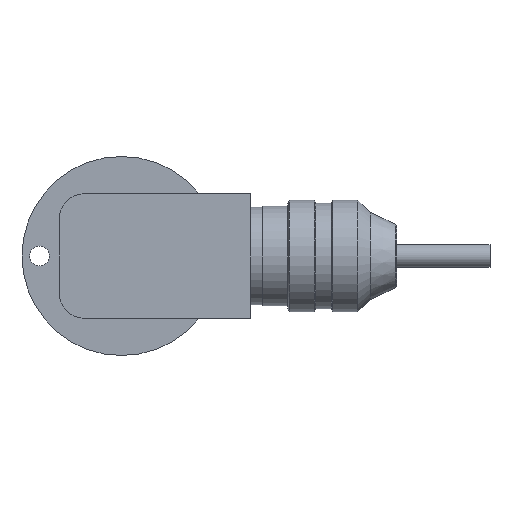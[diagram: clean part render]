
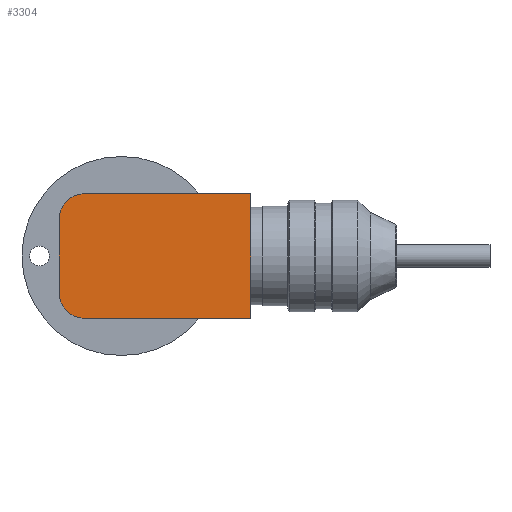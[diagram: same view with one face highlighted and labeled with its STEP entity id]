
A CAD part, left-side view. The second image highlights one B-rep face of the part: STEP entity #3304.
In plain terms, the highlighted face is planar.
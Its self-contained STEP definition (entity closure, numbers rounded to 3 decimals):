
#90 = EDGE_CURVE ( 'NONE', #5830, #4823, #1606, .T. ) ;
#106 = CARTESIAN_POINT ( 'NONE',  ( -6., 9.375, 10. ) ) ;
#224 = CARTESIAN_POINT ( 'NONE',  ( -10., 9.375, 6. ) ) ;
#246 = CARTESIAN_POINT ( 'NONE',  ( 20.75, 9.375, 10. ) ) ;
#277 = DIRECTION ( 'NONE',  ( 0., 1., 0. ) ) ;
#304 = VECTOR ( 'NONE', #506, 1000. ) ;
#506 = DIRECTION ( 'NONE',  ( 1., 0., 0. ) ) ;
#598 = EDGE_CURVE ( 'NONE', #740, #3830, #5432, .T. ) ;
#630 = CARTESIAN_POINT ( 'NONE',  ( -6., 9.375, -10. ) ) ;
#713 = CARTESIAN_POINT ( 'NONE',  ( -6., 9.375, 6. ) ) ;
#740 = VERTEX_POINT ( 'NONE', #1382 ) ;
#1014 = AXIS2_PLACEMENT_3D ( 'NONE', #6757, #277, #2007 ) ;
#1219 = EDGE_CURVE ( 'NONE', #1942, #4823, #2396, .T. ) ;
#1267 = AXIS2_PLACEMENT_3D ( 'NONE', #1833, #1763, #1912 ) ;
#1382 = CARTESIAN_POINT ( 'NONE',  ( -10., 9.375, -6. ) ) ;
#1446 = ORIENTED_EDGE ( 'NONE', *, *, #1219, .F. ) ;
#1606 = LINE ( 'NONE', #3350, #304 ) ;
#1712 = DIRECTION ( 'NONE',  ( 0., -1., 0. ) ) ;
#1763 = DIRECTION ( 'NONE',  ( 0., 1., 0. ) ) ;
#1833 = CARTESIAN_POINT ( 'NONE',  ( -6., 9.375, 6. ) ) ;
#1912 = DIRECTION ( 'NONE',  ( 0., 0., -1. ) ) ;
#1942 = VERTEX_POINT ( 'NONE', #5751 ) ;
#2007 = DIRECTION ( 'NONE',  ( 0., 0., -1. ) ) ;
#2013 = ORIENTED_EDGE ( 'NONE', *, *, #6307, .T. ) ;
#2396 = LINE ( 'NONE', #6048, #6580 ) ;
#2502 = AXIS2_PLACEMENT_3D ( 'NONE', #713, #1712, #7071 ) ;
#3182 = DIRECTION ( 'NONE',  ( 0., 0., 1. ) ) ;
#3304 = ADVANCED_FACE ( 'NONE', ( #6490 ), #4008, .F. ) ;
#3350 = CARTESIAN_POINT ( 'NONE',  ( 9.1, 9.375, 10. ) ) ;
#3412 = EDGE_CURVE ( 'NONE', #3671, #740, #6026, .T. ) ;
#3507 = CIRCLE ( 'NONE', #1267, 4. ) ;
#3607 = EDGE_LOOP ( 'NONE', ( #7604, #1446, #2013, #5171, #5371, #4667 ) ) ;
#3646 = CARTESIAN_POINT ( 'NONE',  ( -10., 9.375, 6. ) ) ;
#3671 = VERTEX_POINT ( 'NONE', #630 ) ;
#3830 = VERTEX_POINT ( 'NONE', #224 ) ;
#4008 = PLANE ( 'NONE',  #2502 ) ;
#4380 = VECTOR ( 'NONE', #7240, 1000. ) ;
#4667 = ORIENTED_EDGE ( 'NONE', *, *, #6326, .T. ) ;
#4823 = VERTEX_POINT ( 'NONE', #246 ) ;
#4868 = CARTESIAN_POINT ( 'NONE',  ( -6., 9.375, -10. ) ) ;
#5171 = ORIENTED_EDGE ( 'NONE', *, *, #3412, .T. ) ;
#5371 = ORIENTED_EDGE ( 'NONE', *, *, #598, .T. ) ;
#5432 = LINE ( 'NONE', #3646, #6086 ) ;
#5751 = CARTESIAN_POINT ( 'NONE',  ( 20.75, 9.375, -10. ) ) ;
#5830 = VERTEX_POINT ( 'NONE', #106 ) ;
#5956 = LINE ( 'NONE', #4868, #4380 ) ;
#6026 = CIRCLE ( 'NONE', #1014, 4. ) ;
#6048 = CARTESIAN_POINT ( 'NONE',  ( 20.75, 9.375, 10. ) ) ;
#6084 = DIRECTION ( 'NONE',  ( 0., 0., 1. ) ) ;
#6086 = VECTOR ( 'NONE', #3182, 1000. ) ;
#6307 = EDGE_CURVE ( 'NONE', #1942, #3671, #5956, .T. ) ;
#6326 = EDGE_CURVE ( 'NONE', #3830, #5830, #3507, .T. ) ;
#6490 = FACE_OUTER_BOUND ( 'NONE', #3607, .T. ) ;
#6580 = VECTOR ( 'NONE', #6084, 1000. ) ;
#6757 = CARTESIAN_POINT ( 'NONE',  ( -6., 9.375, -6. ) ) ;
#7071 = DIRECTION ( 'NONE',  ( 0., 0., -1. ) ) ;
#7240 = DIRECTION ( 'NONE',  ( -1., 0., 0. ) ) ;
#7604 = ORIENTED_EDGE ( 'NONE', *, *, #90, .T. ) ;
